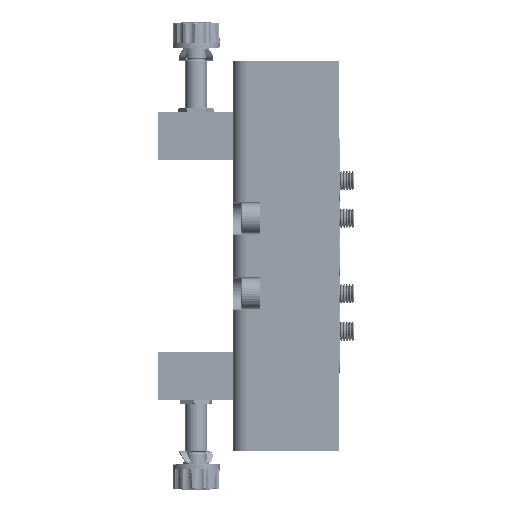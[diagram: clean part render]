
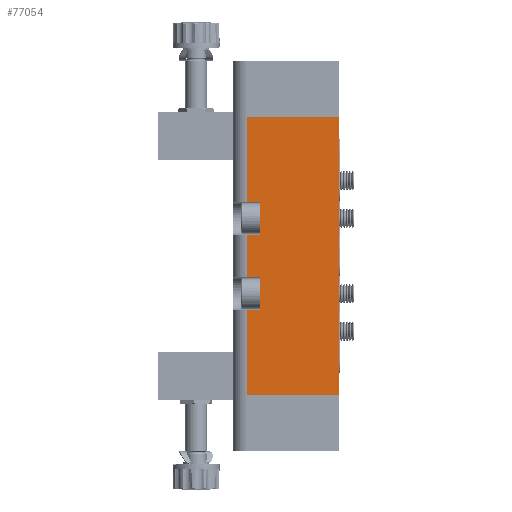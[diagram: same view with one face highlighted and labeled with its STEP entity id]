
A CAD part, left-side view. The second image highlights one B-rep face of the part: STEP entity #77054.
In plain terms, the highlighted planar face has unit normal (-1, 0, 0).
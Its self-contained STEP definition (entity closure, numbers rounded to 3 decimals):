
#7112 = ORIENTED_EDGE ( 'NONE', *, *, #85821, .T. ) ;
#7992 = ORIENTED_EDGE ( 'NONE', *, *, #122647, .T. ) ;
#8479 = CARTESIAN_POINT ( 'NONE',  ( 0., 0., 50. ) ) ;
#9566 = ORIENTED_EDGE ( 'NONE', *, *, #33532, .T. ) ;
#10747 = CARTESIAN_POINT ( 'NONE',  ( 0., 39., 118. ) ) ;
#12002 = CARTESIAN_POINT ( 'NONE',  ( 0., 0., 118. ) ) ;
#14152 = LINE ( 'NONE', #90395, #130808 ) ;
#14205 = CARTESIAN_POINT ( 'NONE',  ( 0., 0., 0. ) ) ;
#14622 = CARTESIAN_POINT ( 'NONE',  ( 0., 33.5, 118. ) ) ;
#14761 = VERTEX_POINT ( 'NONE', #68310 ) ;
#16588 = VECTOR ( 'NONE', #92185, 1000. ) ;
#17387 = ORIENTED_EDGE ( 'NONE', *, *, #117614, .F. ) ;
#20196 = LINE ( 'NONE', #24493, #16588 ) ;
#20280 = CARTESIAN_POINT ( 'NONE',  ( 0., 33.5, 118. ) ) ;
#22122 = DIRECTION ( 'NONE',  ( 0., 0., -1. ) ) ;
#22323 = ORIENTED_EDGE ( 'NONE', *, *, #52635, .F. ) ;
#24493 = CARTESIAN_POINT ( 'NONE',  ( 0., 0., 36. ) ) ;
#24625 = DIRECTION ( 'NONE',  ( 0., -1., 0. ) ) ;
#26038 = DIRECTION ( 'NONE',  ( 0., 0., 1. ) ) ;
#26856 = DIRECTION ( 'NONE',  ( 0., 0., -1. ) ) ;
#28155 = CARTESIAN_POINT ( 'NONE',  ( 0., 39., 68. ) ) ;
#31562 = DIRECTION ( 'NONE',  ( 0., 0., 1. ) ) ;
#31867 = CARTESIAN_POINT ( 'NONE',  ( 0., 39., 0. ) ) ;
#33532 = EDGE_CURVE ( 'NONE', #115470, #125901, #38613, .T. ) ;
#33603 = LINE ( 'NONE', #14622, #63744 ) ;
#34695 = PLANE ( 'NONE',  #50497 ) ;
#35472 = ORIENTED_EDGE ( 'NONE', *, *, #88615, .T. ) ;
#38613 = LINE ( 'NONE', #105931, #61576 ) ;
#44374 = LINE ( 'NONE', #146368, #108056 ) ;
#46111 = DIRECTION ( 'NONE',  ( 0., 0., -1. ) ) ;
#48391 = ORIENTED_EDGE ( 'NONE', *, *, #91403, .T. ) ;
#48708 = DIRECTION ( 'NONE',  ( 0., 0., -1. ) ) ;
#50497 = AXIS2_PLACEMENT_3D ( 'NONE', #12002, #113736, #46111 ) ;
#52635 = EDGE_CURVE ( 'NONE', #52931, #81815, #140601, .T. ) ;
#52931 = VERTEX_POINT ( 'NONE', #116034 ) ;
#57121 = EDGE_CURVE ( 'NONE', #125901, #81815, #61908, .T. ) ;
#57781 = VERTEX_POINT ( 'NONE', #61983 ) ;
#61576 = VECTOR ( 'NONE', #26856, 1000. ) ;
#61908 = LINE ( 'NONE', #103724, #91988 ) ;
#61983 = CARTESIAN_POINT ( 'NONE',  ( 0., 33.5, 50. ) ) ;
#63744 = VECTOR ( 'NONE', #26038, 1000. ) ;
#64083 = EDGE_CURVE ( 'NONE', #126525, #145043, #128477, .T. ) ;
#65769 = VERTEX_POINT ( 'NONE', #116933 ) ;
#67136 = DIRECTION ( 'NONE',  ( 0., 0., -1. ) ) ;
#68128 = LINE ( 'NONE', #10747, #128136 ) ;
#68310 = CARTESIAN_POINT ( 'NONE',  ( 0., 39., 36. ) ) ;
#70972 = FACE_OUTER_BOUND ( 'NONE', #146415, .T. ) ;
#71456 = CARTESIAN_POINT ( 'NONE',  ( 0., 39., 82. ) ) ;
#77054 = ADVANCED_FACE ( 'NONE', ( #70972 ), #34695, .F. ) ;
#79037 = DIRECTION ( 'NONE',  ( 0., 1., 0. ) ) ;
#81815 = VERTEX_POINT ( 'NONE', #85012 ) ;
#83003 = VERTEX_POINT ( 'NONE', #31867 ) ;
#85012 = CARTESIAN_POINT ( 'NONE',  ( 0., 33.5, 82. ) ) ;
#85821 = EDGE_CURVE ( 'NONE', #52931, #126525, #14152, .T. ) ;
#86994 = ORIENTED_EDGE ( 'NONE', *, *, #64083, .T. ) ;
#87147 = LINE ( 'NONE', #8479, #117122 ) ;
#87605 = DIRECTION ( 'NONE',  ( 0., -1., 0. ) ) ;
#88615 = EDGE_CURVE ( 'NONE', #145043, #57781, #87147, .T. ) ;
#88850 = ORIENTED_EDGE ( 'NONE', *, *, #106572, .F. ) ;
#90395 = CARTESIAN_POINT ( 'NONE',  ( 0., 0., 68. ) ) ;
#91403 = EDGE_CURVE ( 'NONE', #114734, #14761, #20196, .T. ) ;
#91455 = ORIENTED_EDGE ( 'NONE', *, *, #116900, .T. ) ;
#91988 = VECTOR ( 'NONE', #24625, 1000. ) ;
#92185 = DIRECTION ( 'NONE',  ( 0., 1., 0. ) ) ;
#93193 = CARTESIAN_POINT ( 'NONE',  ( 0., 39., 118. ) ) ;
#93657 = DIRECTION ( 'NONE',  ( 0., -1., 0. ) ) ;
#97712 = CARTESIAN_POINT ( 'NONE',  ( 0., 0., 118. ) ) ;
#98538 = VECTOR ( 'NONE', #48708, 1000. ) ;
#101267 = VECTOR ( 'NONE', #93657, 1000. ) ;
#101846 = EDGE_CURVE ( 'NONE', #115470, #65769, #108319, .T. ) ;
#103724 = CARTESIAN_POINT ( 'NONE',  ( 0., 0., 82. ) ) ;
#105931 = CARTESIAN_POINT ( 'NONE',  ( 0., 39., 118. ) ) ;
#106572 = EDGE_CURVE ( 'NONE', #114734, #57781, #33603, .T. ) ;
#108056 = VECTOR ( 'NONE', #67136, 1000. ) ;
#108319 = LINE ( 'NONE', #97712, #111815 ) ;
#109077 = DIRECTION ( 'NONE',  ( 0., -1., 0. ) ) ;
#110781 = VECTOR ( 'NONE', #31562, 1000. ) ;
#111815 = VECTOR ( 'NONE', #109077, 1000. ) ;
#112245 = CARTESIAN_POINT ( 'NONE',  ( 0., 39., 50. ) ) ;
#112697 = VERTEX_POINT ( 'NONE', #14205 ) ;
#113736 = DIRECTION ( 'NONE',  ( 1., 0., 0. ) ) ;
#114734 = VERTEX_POINT ( 'NONE', #116019 ) ;
#115470 = VERTEX_POINT ( 'NONE', #123124 ) ;
#116019 = CARTESIAN_POINT ( 'NONE',  ( 0., 33.5, 36. ) ) ;
#116034 = CARTESIAN_POINT ( 'NONE',  ( 0., 33.5, 68. ) ) ;
#116900 = EDGE_CURVE ( 'NONE', #83003, #112697, #134613, .T. ) ;
#116933 = CARTESIAN_POINT ( 'NONE',  ( 0., 0., 118. ) ) ;
#117122 = VECTOR ( 'NONE', #87605, 1000. ) ;
#117614 = EDGE_CURVE ( 'NONE', #65769, #112697, #44374, .T. ) ;
#122647 = EDGE_CURVE ( 'NONE', #14761, #83003, #68128, .T. ) ;
#122914 = ORIENTED_EDGE ( 'NONE', *, *, #57121, .T. ) ;
#123124 = CARTESIAN_POINT ( 'NONE',  ( 0., 39., 118. ) ) ;
#125901 = VERTEX_POINT ( 'NONE', #71456 ) ;
#126525 = VERTEX_POINT ( 'NONE', #28155 ) ;
#127213 = ORIENTED_EDGE ( 'NONE', *, *, #101846, .F. ) ;
#127660 = CARTESIAN_POINT ( 'NONE',  ( 0., 0., 0. ) ) ;
#128136 = VECTOR ( 'NONE', #22122, 1000. ) ;
#128477 = LINE ( 'NONE', #93193, #98538 ) ;
#130808 = VECTOR ( 'NONE', #79037, 1000. ) ;
#134613 = LINE ( 'NONE', #127660, #101267 ) ;
#140601 = LINE ( 'NONE', #20280, #110781 ) ;
#145043 = VERTEX_POINT ( 'NONE', #112245 ) ;
#146368 = CARTESIAN_POINT ( 'NONE',  ( 0., 0., 118. ) ) ;
#146415 = EDGE_LOOP ( 'NONE', ( #22323, #7112, #86994, #35472, #88850, #48391, #7992, #91455, #17387, #127213, #9566, #122914 ) ) ;
